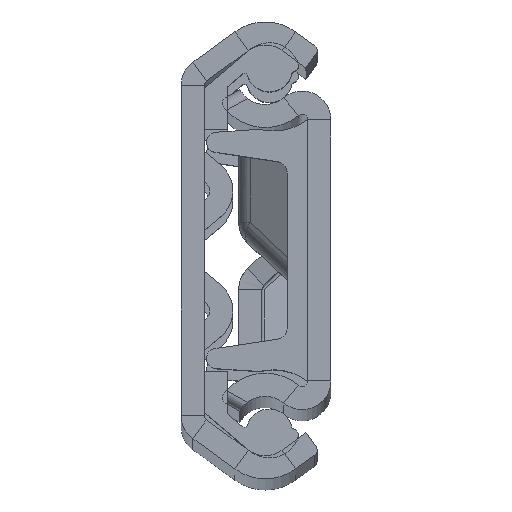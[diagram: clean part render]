
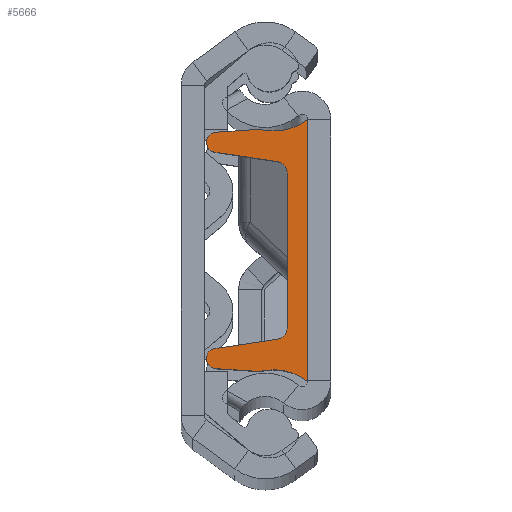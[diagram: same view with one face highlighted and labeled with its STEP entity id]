
A CAD part, top view. The second image highlights one B-rep face of the part: STEP entity #5666.
In plain terms, the highlighted face is planar.
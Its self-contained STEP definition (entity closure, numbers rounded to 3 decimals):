
#51 = ORIENTED_EDGE ( 'NONE', *, *, #361, .F. ) ;
#159 = CARTESIAN_POINT ( 'NONE',  ( 6., -10.5, 4.216 ) ) ;
#164 = EDGE_CURVE ( 'NONE', #8237, #4106, #9399, .T. ) ;
#295 = CARTESIAN_POINT ( 'NONE',  ( 6., 9.375, 8.8 ) ) ;
#361 = EDGE_CURVE ( 'NONE', #7912, #1238, #1597, .T. ) ;
#452 = AXIS2_PLACEMENT_3D ( 'NONE', #2406, #6331, #4900 ) ;
#562 = VERTEX_POINT ( 'NONE', #6893 ) ;
#611 = CARTESIAN_POINT ( 'NONE',  ( 6., -9.375, 8.8 ) ) ;
#694 = ORIENTED_EDGE ( 'NONE', *, *, #6196, .F. ) ;
#697 = VERTEX_POINT ( 'NONE', #9691 ) ;
#908 = DIRECTION ( 'NONE',  ( 1., 0., 0. ) ) ;
#910 = LINE ( 'NONE', #3211, #7384 ) ;
#993 = DIRECTION ( 'NONE',  ( 1., 0., 0. ) ) ;
#999 = EDGE_CURVE ( 'NONE', #3898, #4403, #6216, .T. ) ;
#1028 = EDGE_LOOP ( 'NONE', ( #1502, #1932, #8729, #6066, #9072, #1150, #51, #2952, #5304, #2082, #6524, #694, #3670, #4468 ) ) ;
#1150 = ORIENTED_EDGE ( 'NONE', *, *, #7670, .F. ) ;
#1238 = VERTEX_POINT ( 'NONE', #1416 ) ;
#1275 = CARTESIAN_POINT ( 'NONE',  ( 6., -6.708, 2.8 ) ) ;
#1376 = CARTESIAN_POINT ( 'NONE',  ( 6., 15.35, 3. ) ) ;
#1416 = CARTESIAN_POINT ( 'NONE',  ( 6., 11.35, 0. ) ) ;
#1502 = ORIENTED_EDGE ( 'NONE', *, *, #7951, .F. ) ;
#1523 = CIRCLE ( 'NONE', #8677, 1. ) ;
#1597 = CIRCLE ( 'NONE', #7796, 5. ) ;
#1715 = DIRECTION ( 'NONE',  ( 0., -0.067, 0.998 ) ) ;
#1724 = DIRECTION ( 'NONE',  ( 0., -1., 0. ) ) ;
#1729 = CARTESIAN_POINT ( 'NONE',  ( 6., -9.375, 7.925 ) ) ;
#1809 = VECTOR ( 'NONE', #7694, 1000. ) ;
#1932 = ORIENTED_EDGE ( 'NONE', *, *, #164, .T. ) ;
#2082 = ORIENTED_EDGE ( 'NONE', *, *, #9389, .T. ) ;
#2224 = DIRECTION ( 'NONE',  ( 1., 0., 0. ) ) ;
#2326 = LINE ( 'NONE', #6102, #7523 ) ;
#2406 = CARTESIAN_POINT ( 'NONE',  ( 6., 9.375, 7.925 ) ) ;
#2481 = DIRECTION ( 'NONE',  ( 0., 0., -1. ) ) ;
#2493 = CARTESIAN_POINT ( 'NONE',  ( 6., 8.51, 8.055 ) ) ;
#2542 = EDGE_CURVE ( 'NONE', #7912, #3898, #2326, .T. ) ;
#2568 = DIRECTION ( 'NONE',  ( 0., 0., -1. ) ) ;
#2575 = CARTESIAN_POINT ( 'NONE',  ( 6., 0., 0. ) ) ;
#2577 = DIRECTION ( 'NONE',  ( 0., 0.067, 0.998 ) ) ;
#2626 = LINE ( 'NONE', #5565, #3131 ) ;
#2657 = PLANE ( 'NONE',  #6277 ) ;
#2723 = AXIS2_PLACEMENT_3D ( 'NONE', #9393, #3272, #2568 ) ;
#2855 = VECTOR ( 'NONE', #1724, 1000. ) ;
#2952 = ORIENTED_EDGE ( 'NONE', *, *, #2542, .T. ) ;
#3131 = VECTOR ( 'NONE', #2577, 1000. ) ;
#3211 = CARTESIAN_POINT ( 'NONE',  ( 6., 7.136, -1.074 ) ) ;
#3272 = DIRECTION ( 'NONE',  ( 1., 0., 0. ) ) ;
#3366 = DIRECTION ( 'NONE',  ( 1., 0., 0. ) ) ;
#3651 = EDGE_CURVE ( 'NONE', #7714, #4748, #8176, .T. ) ;
#3670 = ORIENTED_EDGE ( 'NONE', *, *, #3853, .T. ) ;
#3761 = VERTEX_POINT ( 'NONE', #5035 ) ;
#3853 = EDGE_CURVE ( 'NONE', #562, #7220, #7846, .T. ) ;
#3898 = VERTEX_POINT ( 'NONE', #8555 ) ;
#3963 = DIRECTION ( 'NONE',  ( 0., 0., -1. ) ) ;
#4106 = VERTEX_POINT ( 'NONE', #611 ) ;
#4165 = DIRECTION ( 'NONE',  ( 0., 0., -1. ) ) ;
#4238 = EDGE_CURVE ( 'NONE', #6224, #9677, #910, .T. ) ;
#4397 = DIRECTION ( 'NONE',  ( 1., 0., 0. ) ) ;
#4403 = VERTEX_POINT ( 'NONE', #295 ) ;
#4468 = ORIENTED_EDGE ( 'NONE', *, *, #5335, .F. ) ;
#4543 = DIRECTION ( 'NONE',  ( 0., 0., -1. ) ) ;
#4612 = DIRECTION ( 'NONE',  ( 0., -0.149, -0.989 ) ) ;
#4748 = VERTEX_POINT ( 'NONE', #159 ) ;
#4900 = DIRECTION ( 'NONE',  ( 0., 0., -1. ) ) ;
#4926 = CIRCLE ( 'NONE', #7457, 0.875 ) ;
#4944 = AXIS2_PLACEMENT_3D ( 'NONE', #1729, #9309, #2481 ) ;
#5035 = CARTESIAN_POINT ( 'NONE',  ( 6., -10.248, 7.983 ) ) ;
#5215 = VECTOR ( 'NONE', #8886, 1000. ) ;
#5241 = CIRCLE ( 'NONE', #452, 0.875 ) ;
#5304 = ORIENTED_EDGE ( 'NONE', *, *, #999, .T. ) ;
#5335 = EDGE_CURVE ( 'NONE', #697, #7220, #6756, .T. ) ;
#5421 = LINE ( 'NONE', #2575, #2855 ) ;
#5565 = CARTESIAN_POINT ( 'NONE',  ( 6., -10.734, 0.718 ) ) ;
#5666 = ADVANCED_FACE ( 'NONE', ( #6477 ), #2657, .T. ) ;
#5734 = CARTESIAN_POINT ( 'NONE',  ( 6., -8.51, 8.055 ) ) ;
#5818 = DIRECTION ( 'NONE',  ( 1., 0., 0. ) ) ;
#5823 = CARTESIAN_POINT ( 'NONE',  ( 6., 6.708, 2.8 ) ) ;
#5955 = DIRECTION ( 'NONE',  ( 0., 0., -1. ) ) ;
#5998 = LINE ( 'NONE', #8932, #5215 ) ;
#6066 = ORIENTED_EDGE ( 'NONE', *, *, #6817, .F. ) ;
#6102 = CARTESIAN_POINT ( 'NONE',  ( 6., 10.734, 0.718 ) ) ;
#6153 = CARTESIAN_POINT ( 'NONE',  ( 6., 0., 1.8 ) ) ;
#6196 = EDGE_CURVE ( 'NONE', #562, #9677, #1523, .T. ) ;
#6216 = CIRCLE ( 'NONE', #2723, 0.875 ) ;
#6224 = VERTEX_POINT ( 'NONE', #2493 ) ;
#6252 = CARTESIAN_POINT ( 'NONE',  ( 6., -11.35, 0. ) ) ;
#6277 = AXIS2_PLACEMENT_3D ( 'NONE', #9435, #3366, #4165 ) ;
#6331 = DIRECTION ( 'NONE',  ( 1., 0., 0. ) ) ;
#6477 = FACE_OUTER_BOUND ( 'NONE', #1028, .T. ) ;
#6524 = ORIENTED_EDGE ( 'NONE', *, *, #4238, .T. ) ;
#6573 = AXIS2_PLACEMENT_3D ( 'NONE', #9135, #908, #3963 ) ;
#6756 = CIRCLE ( 'NONE', #9305, 1. ) ;
#6817 = EDGE_CURVE ( 'NONE', #4748, #3761, #2626, .T. ) ;
#6893 = CARTESIAN_POINT ( 'NONE',  ( 6., 6.708, 1.8 ) ) ;
#7220 = VERTEX_POINT ( 'NONE', #9011 ) ;
#7361 = CARTESIAN_POINT ( 'NONE',  ( 6., -9.375, 7.925 ) ) ;
#7384 = VECTOR ( 'NONE', #4612, 1000. ) ;
#7457 = AXIS2_PLACEMENT_3D ( 'NONE', #7361, #5818, #4543 ) ;
#7523 = VECTOR ( 'NONE', #1715, 1000. ) ;
#7612 = CARTESIAN_POINT ( 'NONE',  ( 6., 7.697, 2.651 ) ) ;
#7670 = EDGE_CURVE ( 'NONE', #1238, #7714, #5421, .T. ) ;
#7694 = DIRECTION ( 'NONE',  ( 0., -1., 0. ) ) ;
#7714 = VERTEX_POINT ( 'NONE', #6252 ) ;
#7796 = AXIS2_PLACEMENT_3D ( 'NONE', #1376, #2224, #5955 ) ;
#7846 = LINE ( 'NONE', #6153, #1809 ) ;
#7912 = VERTEX_POINT ( 'NONE', #9683 ) ;
#7951 = EDGE_CURVE ( 'NONE', #8237, #697, #5998, .T. ) ;
#8176 = CIRCLE ( 'NONE', #6573, 5. ) ;
#8237 = VERTEX_POINT ( 'NONE', #5734 ) ;
#8555 = CARTESIAN_POINT ( 'NONE',  ( 6., 10.248, 7.983 ) ) ;
#8615 = DIRECTION ( 'NONE',  ( 0., 0., -1. ) ) ;
#8677 = AXIS2_PLACEMENT_3D ( 'NONE', #5823, #4397, #9705 ) ;
#8729 = ORIENTED_EDGE ( 'NONE', *, *, #9498, .T. ) ;
#8886 = DIRECTION ( 'NONE',  ( 0., 0.149, -0.989 ) ) ;
#8932 = CARTESIAN_POINT ( 'NONE',  ( 6., -7.136, -1.074 ) ) ;
#9011 = CARTESIAN_POINT ( 'NONE',  ( 6., -6.708, 1.8 ) ) ;
#9072 = ORIENTED_EDGE ( 'NONE', *, *, #3651, .F. ) ;
#9135 = CARTESIAN_POINT ( 'NONE',  ( 6., -15.35, 3. ) ) ;
#9305 = AXIS2_PLACEMENT_3D ( 'NONE', #1275, #993, #8615 ) ;
#9309 = DIRECTION ( 'NONE',  ( 1., 0., 0. ) ) ;
#9389 = EDGE_CURVE ( 'NONE', #4403, #6224, #5241, .T. ) ;
#9393 = CARTESIAN_POINT ( 'NONE',  ( 6., 9.375, 7.925 ) ) ;
#9399 = CIRCLE ( 'NONE', #4944, 0.875 ) ;
#9435 = CARTESIAN_POINT ( 'NONE',  ( 6., 0., 0. ) ) ;
#9498 = EDGE_CURVE ( 'NONE', #4106, #3761, #4926, .T. ) ;
#9677 = VERTEX_POINT ( 'NONE', #7612 ) ;
#9683 = CARTESIAN_POINT ( 'NONE',  ( 6., 10.5, 4.216 ) ) ;
#9691 = CARTESIAN_POINT ( 'NONE',  ( 6., -7.697, 2.651 ) ) ;
#9705 = DIRECTION ( 'NONE',  ( 0., 0., -1. ) ) ;
